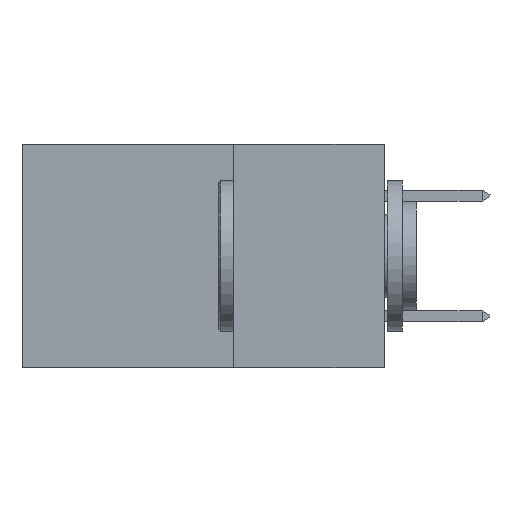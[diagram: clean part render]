
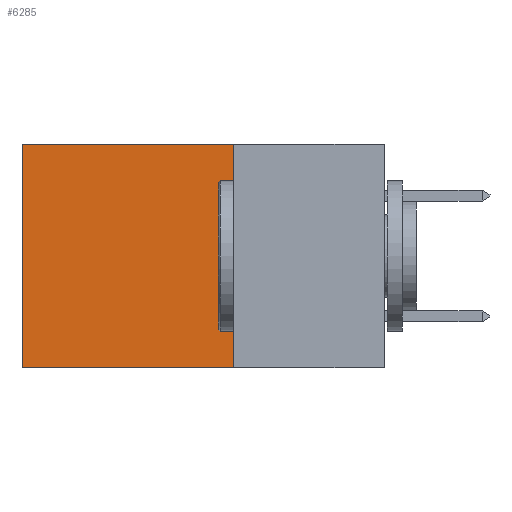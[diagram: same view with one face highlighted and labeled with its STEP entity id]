
A CAD part, left-side view. The second image highlights one B-rep face of the part: STEP entity #6285.
In plain terms, the highlighted planar face has unit normal (-1, 0, 0).
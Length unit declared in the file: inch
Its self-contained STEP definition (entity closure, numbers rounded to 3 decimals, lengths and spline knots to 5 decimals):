
#145 = VECTOR ( 'NONE', #19629, 39.37008 ) ;
#467 = VECTOR ( 'NONE', #14626, 39.37008 ) ;
#1203 = ORIENTED_EDGE ( 'NONE', *, *, #23888, .F. ) ;
#1292 = VECTOR ( 'NONE', #1474, 39.37008 ) ;
#1474 = DIRECTION ( 'NONE',  ( 0., 0., -1. ) ) ;
#2424 = VERTEX_POINT ( 'NONE', #15372 ) ;
#4701 = VECTOR ( 'NONE', #7136, 39.37008 ) ;
#4820 = CARTESIAN_POINT ( 'NONE',  ( 0.2875, 0.25, 0. ) ) ;
#5962 = CARTESIAN_POINT ( 'NONE',  ( 0.2875, 0.25, 0. ) ) ;
#5993 = VERTEX_POINT ( 'NONE', #24041 ) ;
#6285 = ADVANCED_FACE ( 'NONE', ( #9425 ), #19161, .F. ) ;
#6829 = ORIENTED_EDGE ( 'NONE', *, *, #24678, .T. ) ;
#7136 = DIRECTION ( 'NONE',  ( 0., 1., 0. ) ) ;
#7921 = VERTEX_POINT ( 'NONE', #8020 ) ;
#8020 = CARTESIAN_POINT ( 'NONE',  ( 0.2875, 0.6, -0.37 ) ) ;
#8575 = ORIENTED_EDGE ( 'NONE', *, *, #22235, .F. ) ;
#9425 = FACE_OUTER_BOUND ( 'NONE', #11234, .T. ) ;
#9443 = DIRECTION ( 'NONE',  ( 0., 0., -1. ) ) ;
#11234 = EDGE_LOOP ( 'NONE', ( #6829, #1203, #8575, #13206 ) ) ;
#11864 = LINE ( 'NONE', #5962, #145 ) ;
#13206 = ORIENTED_EDGE ( 'NONE', *, *, #22949, .T. ) ;
#13331 = CARTESIAN_POINT ( 'NONE',  ( 0.2875, 0.25, 0. ) ) ;
#14626 = DIRECTION ( 'NONE',  ( 0., 0., -1. ) ) ;
#15372 = CARTESIAN_POINT ( 'NONE',  ( 0.2875, 0.25, -0.37 ) ) ;
#16955 = LINE ( 'NONE', #20917, #1292 ) ;
#17245 = CARTESIAN_POINT ( 'NONE',  ( 0.2875, 0.25, 0. ) ) ;
#18821 = CARTESIAN_POINT ( 'NONE',  ( 0.2875, 0.25, -0.37 ) ) ;
#19161 = PLANE ( 'NONE',  #19425 ) ;
#19425 = AXIS2_PLACEMENT_3D ( 'NONE', #13331, #21100, #9443 ) ;
#19629 = DIRECTION ( 'NONE',  ( 0., 1., 0. ) ) ;
#20917 = CARTESIAN_POINT ( 'NONE',  ( 0.2875, 0.6, 0. ) ) ;
#21100 = DIRECTION ( 'NONE',  ( 1., 0., 0. ) ) ;
#21315 = LINE ( 'NONE', #4820, #467 ) ;
#22235 = EDGE_CURVE ( 'NONE', #22426, #2424, #21315, .T. ) ;
#22426 = VERTEX_POINT ( 'NONE', #17245 ) ;
#22949 = EDGE_CURVE ( 'NONE', #22426, #5993, #11864, .T. ) ;
#23888 = EDGE_CURVE ( 'NONE', #2424, #7921, #24211, .T. ) ;
#24041 = CARTESIAN_POINT ( 'NONE',  ( 0.2875, 0.6, 0. ) ) ;
#24211 = LINE ( 'NONE', #18821, #4701 ) ;
#24678 = EDGE_CURVE ( 'NONE', #5993, #7921, #16955, .T. ) ;
